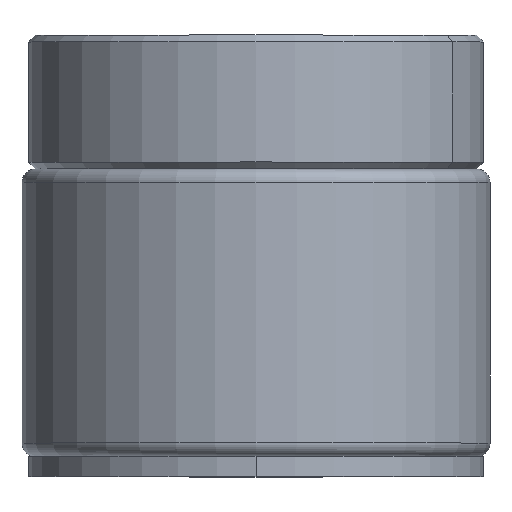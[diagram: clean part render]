
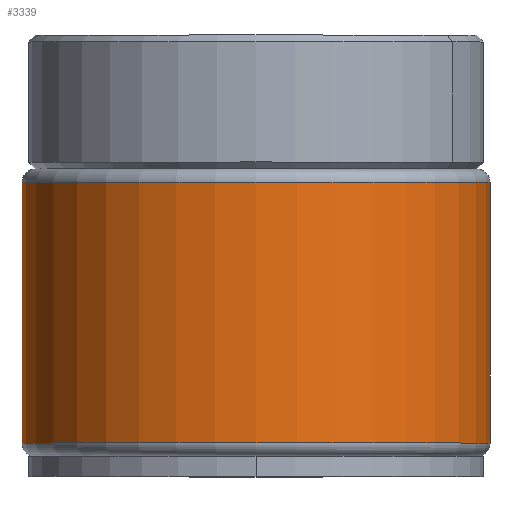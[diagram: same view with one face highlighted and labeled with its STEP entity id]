
A CAD part, top view. The second image highlights one B-rep face of the part: STEP entity #3339.
In plain terms, the highlighted cylindrical face has radius 17.5 mm (diameter 35 mm), a partial arc.
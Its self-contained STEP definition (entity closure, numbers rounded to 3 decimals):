
#4 = CARTESIAN_POINT ( 'NONE',  ( 0., 21.5, -17.5 ) ) ;
#518 = CARTESIAN_POINT ( 'NONE',  ( 0., 1., 17.5 ) ) ;
#560 = EDGE_LOOP ( 'NONE', ( #1252, #2980, #1742, #1559 ) ) ;
#630 = CARTESIAN_POINT ( 'NONE',  ( 0., 1., -17.5 ) ) ;
#700 = DIRECTION ( 'NONE',  ( 0., 1., 0. ) ) ;
#1241 = EDGE_CURVE ( 'NONE', #3419, #2530, #1646, .T. ) ;
#1252 = ORIENTED_EDGE ( 'NONE', *, *, #2268, .F. ) ;
#1365 = DIRECTION ( 'NONE',  ( 0., -1., 0. ) ) ;
#1490 = DIRECTION ( 'NONE',  ( 0., 0., 1. ) ) ;
#1559 = ORIENTED_EDGE ( 'NONE', *, *, #1939, .T. ) ;
#1646 = CIRCLE ( 'NONE', #3312, 17.5 ) ;
#1708 = CARTESIAN_POINT ( 'NONE',  ( 0., 20.5, -17.5 ) ) ;
#1742 = ORIENTED_EDGE ( 'NONE', *, *, #3452, .T. ) ;
#1926 = CARTESIAN_POINT ( 'NONE',  ( 0., 20.5, 0. ) ) ;
#1939 = EDGE_CURVE ( 'NONE', #2898, #2870, #2654, .T. ) ;
#2100 = CYLINDRICAL_SURFACE ( 'NONE', #2878, 17.5 ) ;
#2154 = FACE_OUTER_BOUND ( 'NONE', #560, .T. ) ;
#2174 = LINE ( 'NONE', #4, #3156 ) ;
#2177 = VECTOR ( 'NONE', #3451, 1000. ) ;
#2268 = EDGE_CURVE ( 'NONE', #3419, #2870, #2364, .T. ) ;
#2364 = LINE ( 'NONE', #3433, #2177 ) ;
#2441 = CARTESIAN_POINT ( 'NONE',  ( 0., 20.5, 17.5 ) ) ;
#2530 = VERTEX_POINT ( 'NONE', #1708 ) ;
#2549 = CARTESIAN_POINT ( 'NONE',  ( 0., 1., 0. ) ) ;
#2654 = CIRCLE ( 'NONE', #3096, 17.5 ) ;
#2870 = VERTEX_POINT ( 'NONE', #518 ) ;
#2878 = AXIS2_PLACEMENT_3D ( 'NONE', #2971, #3171, #3222 ) ;
#2898 = VERTEX_POINT ( 'NONE', #630 ) ;
#2927 = DIRECTION ( 'NONE',  ( 0., -1., 0. ) ) ;
#2970 = DIRECTION ( 'NONE',  ( 0., 0., 1. ) ) ;
#2971 = CARTESIAN_POINT ( 'NONE',  ( 0., 21.5, 0. ) ) ;
#2980 = ORIENTED_EDGE ( 'NONE', *, *, #1241, .T. ) ;
#3096 = AXIS2_PLACEMENT_3D ( 'NONE', #2549, #700, #1490 ) ;
#3156 = VECTOR ( 'NONE', #2927, 1000. ) ;
#3171 = DIRECTION ( 'NONE',  ( 0., -1., 0. ) ) ;
#3222 = DIRECTION ( 'NONE',  ( 0., 0., -1. ) ) ;
#3312 = AXIS2_PLACEMENT_3D ( 'NONE', #1926, #1365, #2970 ) ;
#3339 = ADVANCED_FACE ( 'NONE', ( #2154 ), #2100, .T. ) ;
#3419 = VERTEX_POINT ( 'NONE', #2441 ) ;
#3433 = CARTESIAN_POINT ( 'NONE',  ( 0., 21.5, 17.5 ) ) ;
#3451 = DIRECTION ( 'NONE',  ( 0., -1., 0. ) ) ;
#3452 = EDGE_CURVE ( 'NONE', #2530, #2898, #2174, .T. ) ;
